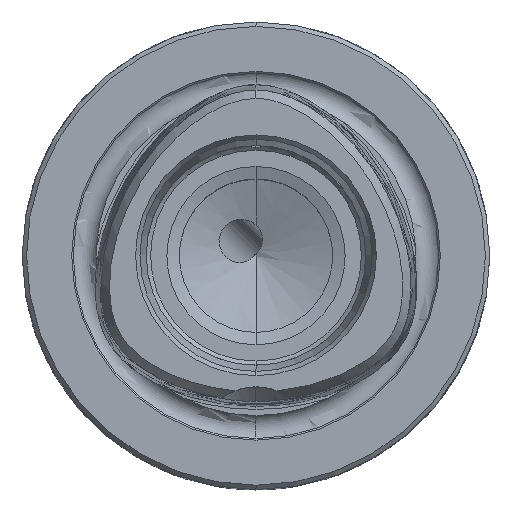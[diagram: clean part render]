
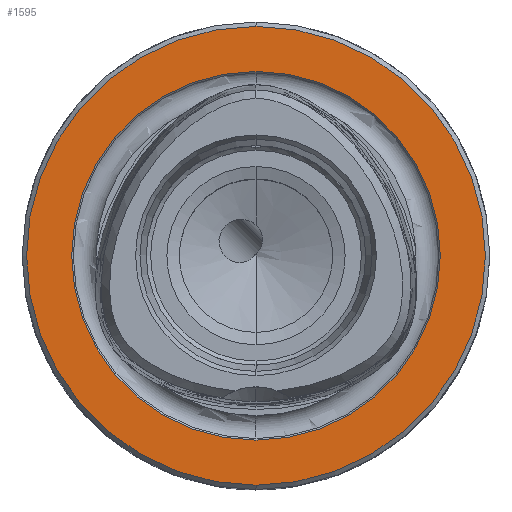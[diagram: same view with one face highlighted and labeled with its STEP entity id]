
A CAD part, top view. The second image highlights one B-rep face of the part: STEP entity #1595.
In plain terms, the highlighted planar face has unit normal (0, 0, 1).
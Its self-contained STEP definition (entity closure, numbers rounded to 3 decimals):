
#1325=VERTEX_POINT('NONE',#3417);
#1587=EDGE_CURVE('NONE',#2781,#1325,#3705,.T.);
#1595=ADVANCED_FACE('NONE',(#3713,#3714),#3715,.T.);
#1875=VERTEX_POINT('NONE',#4020);
#2027=VERTEX_POINT('NONE',#4200);
#2181=EDGE_CURVE('NONE',#1325,#2781,#4372,.F.);
#2423=EDGE_CURVE('NONE',#1875,#2027,#4646,.T.);
#2781=VERTEX_POINT('NONE',#5049);
#2801=EDGE_CURVE('NONE',#2027,#1875,#5073,.T.);
#3417=CARTESIAN_POINT('',(0.,-12.614,0.));
#3705=CIRCLE('',#8099,12.614);
#3713=FACE_OUTER_BOUND('',#8112,.T.);
#3714=FACE_BOUND('',#8113,.T.);
#3715=PLANE('',#8114);
#4020=CARTESIAN_POINT('',(0.0,-15.7,0.));
#4200=CARTESIAN_POINT('',(0.,15.7,0.));
#4372=CIRCLE('',#10289,12.614);
#4646=CIRCLE('',#12254,15.7);
#5049=CARTESIAN_POINT('',(0.0,12.614,0.));
#5073=CIRCLE('',#16374,15.7);
#8099=AXIS2_PLACEMENT_3D('',#17753,#17754,#17755);
#8112=EDGE_LOOP('',(#17762,#17763));
#8113=EDGE_LOOP('',(#17764,#17765));
#8114=AXIS2_PLACEMENT_3D('',#17766,#17767,#17768);
#10289=AXIS2_PLACEMENT_3D('',#18520,#18521,#18522);
#12254=AXIS2_PLACEMENT_3D('',#18901,#18902,#18903);
#16374=AXIS2_PLACEMENT_3D('',#19418,#19419,#19420);
#17753=CARTESIAN_POINT('',(0.0,0.0,0.));
#17754=DIRECTION('',(-0.0,0.0,1.0));
#17755=DIRECTION('',(0.0,1.0,0.0));
#17762=ORIENTED_EDGE('',*,*,#2423,.F.);
#17763=ORIENTED_EDGE('',*,*,#2801,.F.);
#17764=ORIENTED_EDGE('',*,*,#1587,.F.);
#17765=ORIENTED_EDGE('',*,*,#2181,.F.);
#17766=CARTESIAN_POINT('',(-19.0,0.0,0.));
#17767=DIRECTION('',(-0.0,0.0,1.0));
#17768=DIRECTION('',(0.0,1.0,0.0));
#18520=CARTESIAN_POINT('',(0.0,0.0,0.));
#18521=DIRECTION('',(0.0,0.0,-1.0));
#18522=DIRECTION('',(0.0,1.0,0.0));
#18901=CARTESIAN_POINT('',(0.0,0.0,0.));
#18902=DIRECTION('',(0.0,0.0,-1.0));
#18903=DIRECTION('',(0.0,-1.0,0.0));
#19418=CARTESIAN_POINT('',(0.0,0.0,0.));
#19419=DIRECTION('',(0.0,0.0,-1.0));
#19420=DIRECTION('',(0.0,-1.0,0.0));
